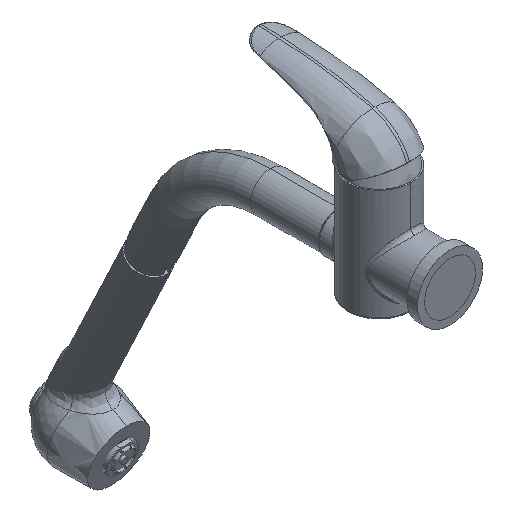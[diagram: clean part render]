
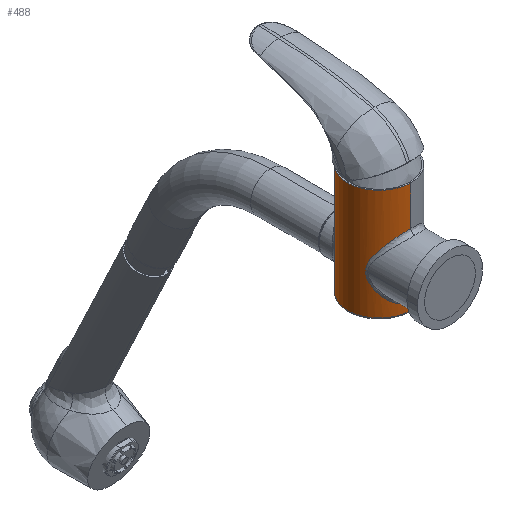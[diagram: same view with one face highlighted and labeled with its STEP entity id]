
A CAD part, isometric view. The second image highlights one B-rep face of the part: STEP entity #488.
In plain terms, the highlighted cylindrical face has radius 24 mm (diameter 48 mm), a partial arc.
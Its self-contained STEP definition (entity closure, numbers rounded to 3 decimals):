
#25=CARTESIAN_POINT('',(0.,24.,-35.5));
#26=CARTESIAN_POINT('',(-0.65,24.,-35.5));
#27=CARTESIAN_POINT('',(-2.008,23.948,-35.414));
#28=CARTESIAN_POINT('',(-4.223,23.663,-34.945));
#29=CARTESIAN_POINT('',(-6.538,23.135,-34.055));
#30=CARTESIAN_POINT('',(-8.866,22.348,-32.68));
#31=CARTESIAN_POINT('',(-11.075,21.335,-30.796));
#32=CARTESIAN_POINT('',(-13.014,20.202,-28.464));
#33=CARTESIAN_POINT('',(-14.571,19.093,-25.756));
#34=CARTESIAN_POINT('',(-15.571,18.272,-23.143));
#35=CARTESIAN_POINT('',(-16.167,17.741,-20.678));
#36=CARTESIAN_POINT('',(-16.457,17.469,-18.226));
#37=CARTESIAN_POINT('',(-16.456,17.47,-15.764));
#38=CARTESIAN_POINT('',(-16.164,17.743,-13.308));
#39=CARTESIAN_POINT('',(-15.566,18.277,-10.841));
#40=CARTESIAN_POINT('',(-14.565,19.098,-8.23));
#41=CARTESIAN_POINT('',(-13.006,20.207,-5.525));
#42=CARTESIAN_POINT('',(-11.07,21.338,-3.199));
#43=CARTESIAN_POINT('',(-8.861,22.35,-1.316));
#44=CARTESIAN_POINT('',(-6.532,23.137,0.058));
#45=CARTESIAN_POINT('',(-4.216,23.664,0.947));
#46=CARTESIAN_POINT('',(-2.002,23.948,1.415));
#47=CARTESIAN_POINT('',(-0.647,24.,1.5));
#48=CARTESIAN_POINT('',(0.,24.,1.5));
#50=CARTESIAN_POINT('',(0.,-24.,12.));
#51=CARTESIAN_POINT('',(-0.836,-24.,12.));
#52=CARTESIAN_POINT('',(-2.532,-23.914,11.891));
#53=CARTESIAN_POINT('',(-5.154,-23.491,11.354));
#54=CARTESIAN_POINT('',(-7.726,-22.776,10.442));
#55=CARTESIAN_POINT('',(-10.312,-21.736,9.099));
#56=CARTESIAN_POINT('',(-12.965,-20.277,7.18));
#57=CARTESIAN_POINT('',(-15.464,-18.433,4.669));
#58=CARTESIAN_POINT('',(-17.426,-16.563,1.973));
#59=CARTESIAN_POINT('',(-18.86,-14.886,
-0.658));
#60=CARTESIAN_POINT('',(-19.891,-13.459,-3.189));
#61=CARTESIAN_POINT('',(-20.604,-12.324,-5.618));
#62=CARTESIAN_POINT('',(-21.057,-11.522,-7.934));
#63=CARTESIAN_POINT('',(-21.292,-11.076,-10.091));
#64=CARTESIAN_POINT('',(-21.333,-10.995,-11.385));
#65=CARTESIAN_POINT('',(-21.333,-10.995,-12.));
#67=CARTESIAN_POINT('',(-21.333,-10.995,-12.));
#68=CARTESIAN_POINT('',(-21.333,-10.995,-12.617));
#69=CARTESIAN_POINT('',(-21.292,-11.077,-13.914));
#70=CARTESIAN_POINT('',(-21.057,-11.523,-16.071));
#71=CARTESIAN_POINT('',(-20.603,-12.327,-18.387));
#72=CARTESIAN_POINT('',(-19.889,-13.462,-20.816));
#73=CARTESIAN_POINT('',(-18.858,-14.889,-23.348));
#74=CARTESIAN_POINT('',(-17.422,-16.567,-25.979));
#75=CARTESIAN_POINT('',(-15.463,-18.434,-28.67));
#76=CARTESIAN_POINT('',(-12.963,-20.279,-31.182));
#77=CARTESIAN_POINT('',(-10.31,-21.737,-33.1));
#78=CARTESIAN_POINT('',(-7.728,-22.775,-34.441));
#79=CARTESIAN_POINT('',(-5.156,-23.49,-35.354));
#80=CARTESIAN_POINT('',(-2.533,-23.914,-35.891));
#81=CARTESIAN_POINT('',(-0.836,-24.,
-36.));
#82=CARTESIAN_POINT('',(0.,-24.,
-36.));
#84=CARTESIAN_POINT('',(0.,0.,-42.));
#85=DIRECTION('',(0.,0.,1.));
#86=DIRECTION('',(0.,1.,0.));
#87=AXIS2_PLACEMENT_3D('',#84,#85,#86);
#94=CARTESIAN_POINT('',(0.,0.,42.));
#95=DIRECTION('',(0.,0.,1.));
#96=DIRECTION('',(0.,1.,0.));
#97=AXIS2_PLACEMENT_3D('',#94,#95,#96);
#124=DIRECTION('',(0.,0.,1.));
#125=VECTOR('',#124,6.5);
#126=CARTESIAN_POINT('',(0.,24.,-42.));
#127=LINE('',#126,#125);
#133=DIRECTION('',(0.,0.,1.));
#134=VECTOR('',#133,6.);
#135=CARTESIAN_POINT('',(0.,-24.,-42.));
#136=LINE('',#135,#134);
#169=CARTESIAN_POINT('',(0.,-24.,
12.));
#171=DIRECTION('',(0.,0.,1.));
#172=VECTOR('',#171,30.);
#173=CARTESIAN_POINT('',(0.,-24.,
12.));
#174=LINE('',#173,#172);
#175=DIRECTION('',(0.,0.,1.));
#176=VECTOR('',#175,40.5);
#177=CARTESIAN_POINT('',(0.,24.,
1.5));
#178=LINE('',#177,#176);
#421=CARTESIAN_POINT('',(0.,24.,42.));
#422=CARTESIAN_POINT('',(0.,-24.,42.));
#423=VERTEX_POINT('',#421);
#424=VERTEX_POINT('',#422);
#425=VERTEX_POINT('',#25);
#426=VERTEX_POINT('',#48);
#430=VERTEX_POINT('',#169);
#433=VERTEX_POINT('',#65);
#435=VERTEX_POINT('',#82);
#437=CARTESIAN_POINT('',(0.,-24.,-42.));
#438=VERTEX_POINT('',#437);
#439=CARTESIAN_POINT('',(0.,24.,-42.));
#440=VERTEX_POINT('',#439);
#463=CARTESIAN_POINT('',(0.,0.,-47.25));
#464=DIRECTION('',(0.,0.,1.));
#465=DIRECTION('',(0.,1.,0.));
#466=AXIS2_PLACEMENT_3D('',#463,#464,#465);
#467=CYLINDRICAL_SURFACE('',#466,24.);
#469=ORIENTED_EDGE('',*,*,#468,.T.);
#471=ORIENTED_EDGE('',*,*,#470,.T.);
#473=ORIENTED_EDGE('',*,*,#472,.T.);
#475=ORIENTED_EDGE('',*,*,#474,.F.);
#477=ORIENTED_EDGE('',*,*,#476,.T.);
#479=ORIENTED_EDGE('',*,*,#478,.T.);
#481=ORIENTED_EDGE('',*,*,#480,.F.);
#483=ORIENTED_EDGE('',*,*,#482,.F.);
#485=ORIENTED_EDGE('',*,*,#484,.T.);
#486=EDGE_LOOP('',(#469,#471,#473,#475,#477,#479,#481,#483,#485));
#487=FACE_OUTER_BOUND('',#486,.F.);
#488=ADVANCED_FACE('',(#487),#467,.T.);
#49=B_SPLINE_CURVE_WITH_KNOTS('',3,(#25,#26,#27,#28,#29,#30,#31,#32,#33,#34,#35,
#36,#37,#38,#39,#40,#41,#42,#43,#44,#45,#46,#47,#48),.UNSPECIFIED.,.F.,.F.,(4,1,
1,1,1,1,1,1,1,1,1,1,1,1,1,1,1,1,1,1,1,4),(0.,0.048,
0.095,0.143,0.19,0.238,
0.286,0.333,0.381,0.429,
0.476,0.524,0.571,0.619,
0.667,0.714,0.762,0.81,
0.857,0.905,0.952,1.),.UNSPECIFIED.);
#66=B_SPLINE_CURVE_WITH_KNOTS('',3,(#50,#51,#52,#53,#54,#55,#56,#57,#58,#59,#60,
#61,#62,#63,#64,#65),.UNSPECIFIED.,.F.,.F.,(4,1,1,1,1,1,1,1,1,1,1,1,1,4),(0.,
0.077,0.154,0.231,0.308,
0.385,0.462,0.538,0.615,
0.692,0.769,0.846,0.923,1.),
.UNSPECIFIED.);
#83=B_SPLINE_CURVE_WITH_KNOTS('',3,(#67,#68,#69,#70,#71,#72,#73,#74,#75,#76,#77,
#78,#79,#80,#81,#82),.UNSPECIFIED.,.F.,.F.,(4,1,1,1,1,1,1,1,1,1,1,1,1,4),(0.,
0.077,0.154,0.231,0.308,
0.385,0.462,0.538,0.615,
0.692,0.769,0.846,0.923,1.),
.UNSPECIFIED.);
#88=CIRCLE('',#87,24.);
#98=CIRCLE('',#97,24.);
#468=EDGE_CURVE('',#425,#426,#49,.T.);
#470=EDGE_CURVE('',#426,#423,#178,.T.);
#472=EDGE_CURVE('',#423,#424,#98,.T.);
#474=EDGE_CURVE('',#430,#424,#174,.T.);
#476=EDGE_CURVE('',#430,#433,#66,.T.);
#478=EDGE_CURVE('',#433,#435,#83,.T.);
#480=EDGE_CURVE('',#438,#435,#136,.T.);
#482=EDGE_CURVE('',#440,#438,#88,.T.);
#484=EDGE_CURVE('',#440,#425,#127,.T.);
